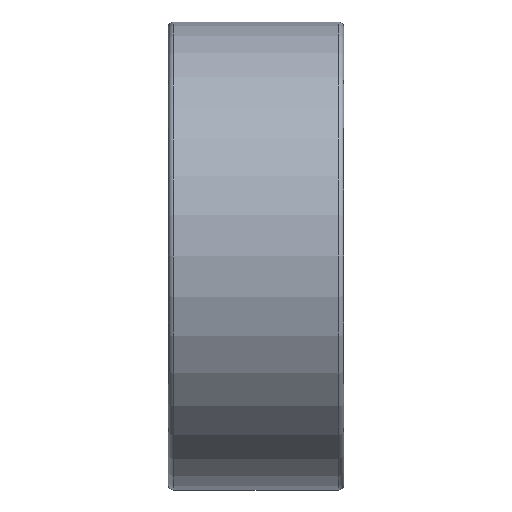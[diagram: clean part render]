
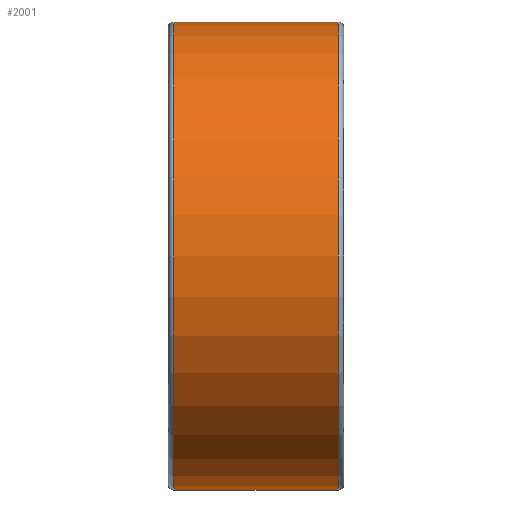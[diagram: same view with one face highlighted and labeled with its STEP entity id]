
A CAD part, front view. The second image highlights one B-rep face of the part: STEP entity #2001.
In plain terms, the highlighted cylindrical face has radius 6.35 mm (diameter 12.7 mm), a partial arc.
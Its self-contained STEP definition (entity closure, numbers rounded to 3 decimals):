
#1012=DIRECTION('',(-1.,0.,0.));
#1013=VECTOR('',#1012,4.462);
#1014=CARTESIAN_POINT('',(2.231,0.,6.35));
#1015=LINE('',#1014,#1013);
#1051=CARTESIAN_POINT('',(2.231,0.,0.));
#1052=DIRECTION('',(-1.,0.,0.));
#1053=DIRECTION('',(0.,0.,-1.));
#1054=AXIS2_PLACEMENT_3D('',#1051,#1052,#1053);
#1056=DIRECTION('',(-1.,0.,0.));
#1057=VECTOR('',#1056,4.462);
#1058=CARTESIAN_POINT('',(2.231,0.,-6.35));
#1059=LINE('',#1058,#1057);
#1065=CARTESIAN_POINT('',(-2.231,0.,0.));
#1066=DIRECTION('',(1.,0.,0.));
#1067=DIRECTION('',(0.,0.,1.));
#1068=AXIS2_PLACEMENT_3D('',#1065,#1066,#1067);
#1484=CARTESIAN_POINT('',(2.231,0.,6.35));
#1485=VERTEX_POINT('',#1484);
#1486=CARTESIAN_POINT('',(2.231,0.,-6.35));
#1487=VERTEX_POINT('',#1486);
#1488=CARTESIAN_POINT('',(-2.231,0.,-6.35));
#1489=VERTEX_POINT('',#1488);
#1490=CARTESIAN_POINT('',(-2.231,0.,6.35));
#1491=VERTEX_POINT('',#1490);
#1989=CARTESIAN_POINT('',(0.,0.,0.));
#1990=DIRECTION('',(-1.,0.,0.));
#1991=DIRECTION('',(0.,0.,1.));
#1992=AXIS2_PLACEMENT_3D('',#1989,#1990,#1991);
#1993=CYLINDRICAL_SURFACE('',#1992,6.35);
#1994=ORIENTED_EDGE('',*,*,#1939,.T.);
#1996=ORIENTED_EDGE('',*,*,#1995,.F.);
#1997=ORIENTED_EDGE('',*,*,#1936,.F.);
#1998=ORIENTED_EDGE('',*,*,#1982,.F.);
#1999=EDGE_LOOP('',(#1994,#1996,#1997,#1998));
#2000=FACE_OUTER_BOUND('',#1999,.F.);
#2001=ADVANCED_FACE('',(#2000),#1993,.T.);
#1055=CIRCLE('',#1054,6.35);
#1069=CIRCLE('',#1068,6.35);
#1936=EDGE_CURVE('',#1485,#1491,#1015,.T.);
#1939=EDGE_CURVE('',#1487,#1489,#1059,.T.);
#1982=EDGE_CURVE('',#1487,#1485,#1055,.T.);
#1995=EDGE_CURVE('',#1491,#1489,#1069,.T.);
